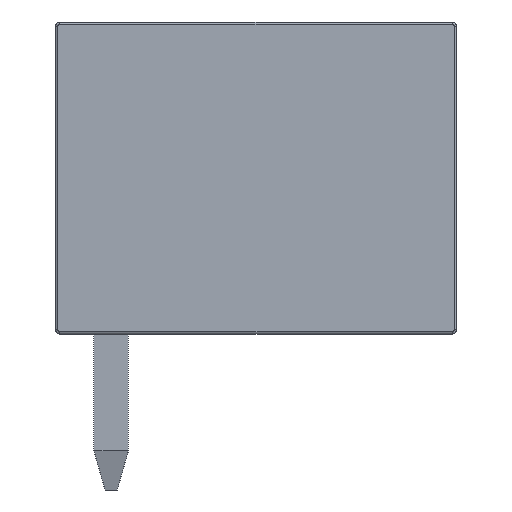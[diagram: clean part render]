
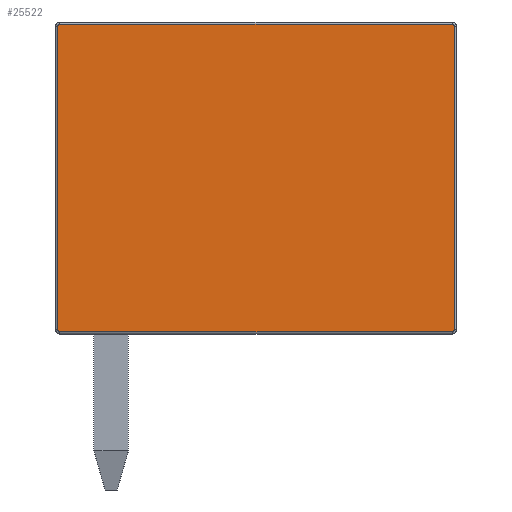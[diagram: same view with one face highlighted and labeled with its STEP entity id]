
A CAD part, left-side view. The second image highlights one B-rep face of the part: STEP entity #25522.
In plain terms, the highlighted planar face has unit normal (-1, 0, 0).
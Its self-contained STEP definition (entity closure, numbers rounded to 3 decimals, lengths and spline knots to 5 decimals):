
#714=PLANE('',#27326);
#1196=LINE('',#50794,#2936);
#1197=LINE('',#50810,#2937);
#1198=LINE('',#50829,#2938);
#1200=LINE('',#50846,#2940);
#2936=VECTOR('',#30844,0.3937);
#2937=VECTOR('',#30853,0.3937);
#2938=VECTOR('',#30864,0.3937);
#2940=VECTOR('',#30874,0.3937);
#5486=FACE_OUTER_BOUND('',#7252,.T.);
#7252=EDGE_LOOP('',(#17989,#17990,#17991,#17992,#17993,#17994,#17995,#17996));
#9053=CIRCLE('',#27310,0.00197);
#9056=CIRCLE('',#27314,0.00197);
#9059=CIRCLE('',#27318,0.00197);
#9063=CIRCLE('',#27323,0.00197);
#11474=VERTEX_POINT('',#50786);
#11475=VERTEX_POINT('',#50788);
#11476=VERTEX_POINT('',#50792);
#11477=VERTEX_POINT('',#50804);
#11478=VERTEX_POINT('',#50808);
#11480=VERTEX_POINT('',#50821);
#11482=VERTEX_POINT('',#50827);
#11484=VERTEX_POINT('',#50841);
#13848=EDGE_CURVE('',#11475,#11474,#9053,.T.);
#13850=EDGE_CURVE('',#11476,#11475,#1196,.T.);
#13852=EDGE_CURVE('',#11477,#11476,#9056,.T.);
#13854=EDGE_CURVE('',#11478,#11477,#1197,.T.);
#13856=EDGE_CURVE('',#11480,#11478,#9059,.T.);
#13859=EDGE_CURVE('',#11482,#11480,#1198,.T.);
#13862=EDGE_CURVE('',#11484,#11482,#9063,.T.);
#13864=EDGE_CURVE('',#11474,#11484,#1200,.T.);
#17989=ORIENTED_EDGE('',*,*,#13848,.F.);
#17990=ORIENTED_EDGE('',*,*,#13850,.F.);
#17991=ORIENTED_EDGE('',*,*,#13852,.F.);
#17992=ORIENTED_EDGE('',*,*,#13854,.F.);
#17993=ORIENTED_EDGE('',*,*,#13856,.F.);
#17994=ORIENTED_EDGE('',*,*,#13859,.F.);
#17995=ORIENTED_EDGE('',*,*,#13862,.F.);
#17996=ORIENTED_EDGE('',*,*,#13864,.F.);
#25522=ADVANCED_FACE('',(#5486),#714,.F.);
#27310=AXIS2_PLACEMENT_3D('',#50790,#30838,#30839);
#27314=AXIS2_PLACEMENT_3D('',#50806,#30847,#30848);
#27318=AXIS2_PLACEMENT_3D('',#50823,#30856,#30857);
#27323=AXIS2_PLACEMENT_3D('',#50843,#30868,#30869);
#27326=AXIS2_PLACEMENT_3D('',#50848,#30876,#30877);
#30838=DIRECTION('center_axis',(1.,0.,0.));
#30839=DIRECTION('ref_axis',(0.,-0.707,0.707));
#30844=DIRECTION('',(0.,-1.,0.));
#30847=DIRECTION('center_axis',(1.,0.,0.));
#30848=DIRECTION('ref_axis',(0.,0.707,0.707));
#30853=DIRECTION('',(0.,0.,1.));
#30856=DIRECTION('center_axis',(1.,0.,0.));
#30857=DIRECTION('ref_axis',(0.,0.707,-0.707));
#30864=DIRECTION('',(0.,1.,0.));
#30868=DIRECTION('center_axis',(1.,0.,0.));
#30869=DIRECTION('ref_axis',(0.,-0.707,-0.707));
#30874=DIRECTION('',(0.,0.,-1.));
#30876=DIRECTION('center_axis',(1.,0.,0.));
#30877=DIRECTION('ref_axis',(0.,0.,-1.));
#50786=CARTESIAN_POINT('',(-0.856,-0.30803,0.27606));
#50788=CARTESIAN_POINT('',(-0.856,-0.30606,0.27803));
#50790=CARTESIAN_POINT('Origin',(-0.856,-0.30606,0.27606));
#50792=CARTESIAN_POINT('',(-0.856,0.04606,0.27803));
#50794=CARTESIAN_POINT('',(-0.856,-0.31,0.27803));
#50804=CARTESIAN_POINT('',(-0.856,0.04803,0.27606));
#50806=CARTESIAN_POINT('Origin',(-0.856,0.04606,0.27606));
#50808=CARTESIAN_POINT('',(-0.856,0.04803,0.00394));
#50810=CARTESIAN_POINT('',(-0.856,0.04803,0.15253));
#50821=CARTESIAN_POINT('',(-0.856,0.04606,0.00197));
#50823=CARTESIAN_POINT('Origin',(-0.856,0.04606,0.00394));
#50827=CARTESIAN_POINT('',(-0.856,-0.30606,0.00197));
#50829=CARTESIAN_POINT('',(-0.856,-0.31,0.00197));
#50841=CARTESIAN_POINT('',(-0.856,-0.30803,0.00394));
#50843=CARTESIAN_POINT('Origin',(-0.856,-0.30606,0.00394));
#50846=CARTESIAN_POINT('',(-0.856,-0.30803,0.15253));
#50848=CARTESIAN_POINT('Origin',(-0.856,-0.31,0.30505));
